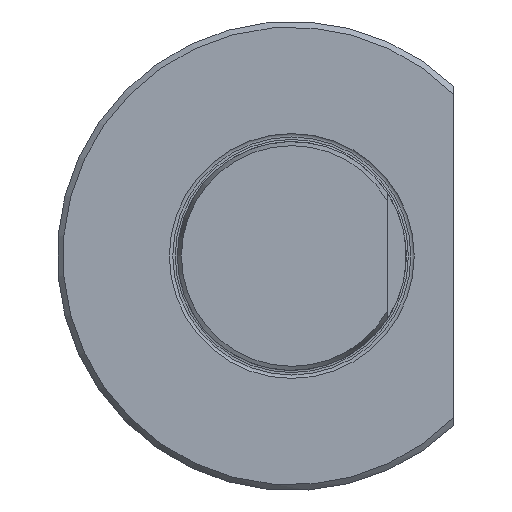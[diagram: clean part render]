
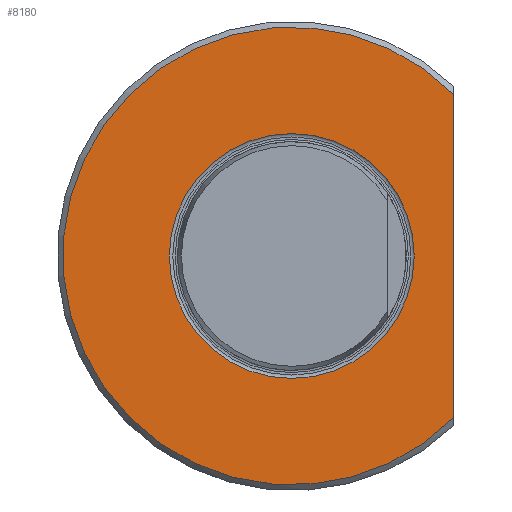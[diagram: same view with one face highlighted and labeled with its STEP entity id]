
A CAD part, front view. The second image highlights one B-rep face of the part: STEP entity #8180.
In plain terms, the highlighted planar face has unit normal (0, -1, 0).
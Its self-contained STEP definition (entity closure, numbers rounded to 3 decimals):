
#385 = CARTESIAN_POINT ( 'NONE',  ( 42.5, 0., -42.353 ) ) ;
#429 = CARTESIAN_POINT ( 'NONE',  ( 42.5, 0., 42.353 ) ) ;
#660 = FACE_BOUND ( 'NONE', #4711, .T. ) ;
#895 = DIRECTION ( 'NONE',  ( 0., 1., 0. ) ) ;
#1060 = ORIENTED_EDGE ( 'NONE', *, *, #10142, .F. ) ;
#1361 = ORIENTED_EDGE ( 'NONE', *, *, #7985, .F. ) ;
#1800 = DIRECTION ( 'NONE',  ( -1., 0., 0. ) ) ;
#2127 = CIRCLE ( 'NONE', #10092, 60. ) ;
#2177 = CARTESIAN_POINT ( 'NONE',  ( 42.5, 0., 0. ) ) ;
#2284 = ORIENTED_EDGE ( 'NONE', *, *, #7030, .F. ) ;
#2754 = FACE_OUTER_BOUND ( 'NONE', #12183, .T. ) ;
#2838 = AXIS2_PLACEMENT_3D ( 'NONE', #4979, #8293, #8015 ) ;
#3626 = VECTOR ( 'NONE', #8748, 1000. ) ;
#4240 = LINE ( 'NONE', #2177, #3626 ) ;
#4711 = EDGE_LOOP ( 'NONE', ( #1361 ) ) ;
#4979 = CARTESIAN_POINT ( 'NONE',  ( -32.15, 0., 0. ) ) ;
#5609 = AXIS2_PLACEMENT_3D ( 'NONE', #11937, #9927, #10936 ) ;
#6810 = VERTEX_POINT ( 'NONE', #429 ) ;
#7030 = EDGE_CURVE ( 'NONE', #6810, #12728, #4240, .T. ) ;
#7627 = CARTESIAN_POINT ( 'NONE',  ( 32.095, 0., 0. ) ) ;
#7985 = EDGE_CURVE ( 'NONE', #11863, #11863, #12197, .T. ) ;
#8015 = DIRECTION ( 'NONE',  ( 1., 0., 0. ) ) ;
#8091 = PLANE ( 'NONE',  #2838 ) ;
#8180 = ADVANCED_FACE ( 'Defeature completata1_9', ( #2754, #660 ), #8091, .T. ) ;
#8293 = DIRECTION ( 'NONE',  ( 0., -1., 0. ) ) ;
#8748 = DIRECTION ( 'NONE',  ( 0., 0., -1. ) ) ;
#9180 = CARTESIAN_POINT ( 'NONE',  ( 0., 0., 0. ) ) ;
#9927 = DIRECTION ( 'NONE',  ( 0., -1., 0. ) ) ;
#10092 = AXIS2_PLACEMENT_3D ( 'NONE', #9180, #895, #1800 ) ;
#10142 = EDGE_CURVE ( 'NONE', #12728, #6810, #2127, .T. ) ;
#10936 = DIRECTION ( 'NONE',  ( 1., 0., 0. ) ) ;
#11863 = VERTEX_POINT ( 'NONE', #7627 ) ;
#11937 = CARTESIAN_POINT ( 'NONE',  ( 0., 0., 0. ) ) ;
#12183 = EDGE_LOOP ( 'NONE', ( #2284, #1060 ) ) ;
#12197 = CIRCLE ( 'NONE', #5609, 32.095 ) ;
#12728 = VERTEX_POINT ( 'NONE', #385 ) ;
